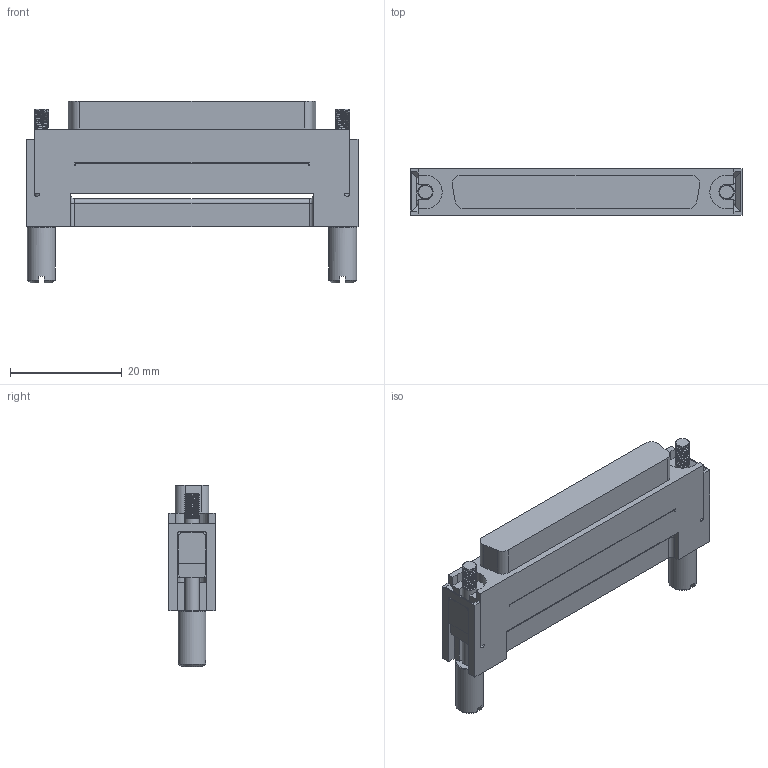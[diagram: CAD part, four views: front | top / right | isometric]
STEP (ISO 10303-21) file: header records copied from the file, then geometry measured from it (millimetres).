
FILE_DESCRIPTION( ('This file contains a STEP AP42 implementation' ,'as created by ZW3D STEP Interface translator.') ,'2;1' );
FILE_NAME( '6341-XXFIE28SXT01.stp' ,'231019. 93337', (''), ('ZWCAD Software Co.'), 'Version 1.0', 'ZW3D to STEP translator', '' );
FILE_SCHEMA(('AUTOMOTIVE_DESIGN { 1 0 10303 214 1 1 1 1 }'));
Length unit declared in the file: millimetre
Products named in the file (1): 0
Bounding box: 59.32 x 8.25 x 32.5 mm (x, y, z)
Volume: 8347.8 mm3; surface area: 6407.8 mm2
Topology: 1 solids, 31 shells, 748 faces, 2000 edges, 1321 vertices
Faces by surface type: plane 458, cylinder 197, bspline 81, cone 12
Full cylindrical faces by diameter (mm): 2.6 x26, 2.75 x2, 3.5 x2, 3.6 x2, 5 x2
Entity records: 25457 total; most frequent: CARTESIAN_POINT 6286, ORIENTED_EDGE 3992, DIRECTION 3654, EDGE_CURVE 1996, VECTOR 1408, LINE 1408, VERTEX_POINT 1313, AXIS2_PLACEMENT_3D 1123
